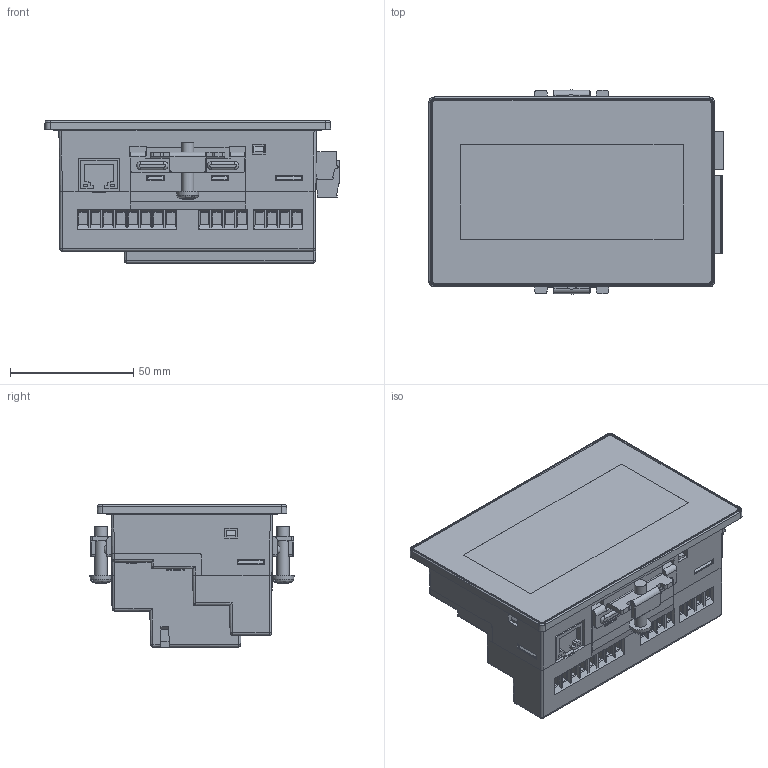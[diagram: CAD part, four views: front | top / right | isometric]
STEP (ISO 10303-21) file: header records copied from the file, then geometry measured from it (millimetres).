
FILE_DESCRIPTION (( 'STEP AP214' ), '1' );
FILE_NAME ('FT1A-[M][C]12RA-$.STEP', '2021-03-04T05:28:48', ( '' ), ( '' ), 'SwSTEP 2.0', 'SolidWorks 2019', '' );
FILE_SCHEMA (( 'AUTOMOTIVE_DESIGN' ));
Length unit declared in the file: millimetre
Products named in the file (6): HG3G-AJ-MOUNTING-CLIP; HG3G-AJ-MOUNTING-METAL; PHS-M5x20; FT1A-[M][C]12RA-$
Assembly tree (7 placements, depth 3):
  FT1A-[M][C]12RA-$
    FT1A-[M][C]12RA-$
    HG3G-AJ-MOUNTING-CLIP
      HG3G-AJ-MOUNTING-METAL
      PHS-M5x20
    HG3G-AJ-MOUNTING-CLIP
      HG3G-AJ-MOUNTING-METAL
      PHS-M5x20
Bounding box: 119.5 x 82.88 x 57.7 mm (x, y, z)
Volume: 339329.6 mm3; surface area: 50245.2 mm2
Topology: 5 solids, 5 shells, 1833 faces, 4728 edges, 3003 vertices
Faces by surface type: plane 1321, cylinder 350, cone 76, bspline 70, torus 16
Full cylindrical faces by diameter (mm): 2.8 x9, 2.9 x9, 3.783 x3, 3.8 x16, 4 x3, 4.1 x16, 4.6 x2, 5 x2
Entity records: 53195 total; most frequent: CARTESIAN_POINT 12559, ORIENTED_EDGE 8530, DIRECTION 7869, EDGE_CURVE 4265, VECTOR 3351, LINE 3351, VERTEX_POINT 2743, AXIS2_PLACEMENT_3D 2259
